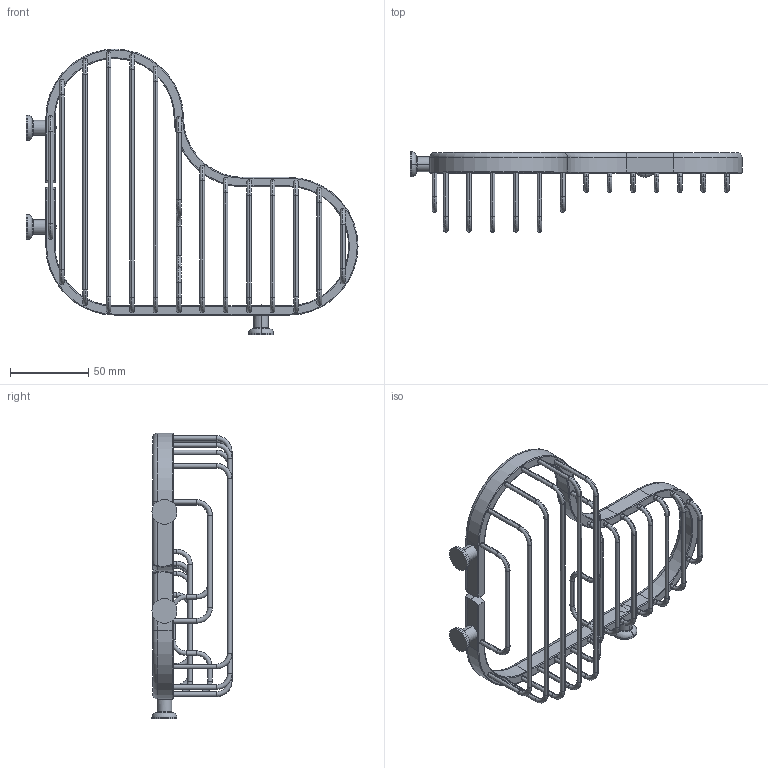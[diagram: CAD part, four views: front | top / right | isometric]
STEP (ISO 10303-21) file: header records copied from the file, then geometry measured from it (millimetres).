
FILE_DESCRIPTION((''),'2;1');
FILE_NAME('G504','2022-01-12T11:23:07',('jinson.thomas'),(''),'CREO PARAMETRIC BY PTC INC, 2018400','CREO PARAMETRIC BY PTC INC, 2018400','');
FILE_SCHEMA(('CONFIG_CONTROL_DESIGN'));
Length unit declared in the file: inch
Products named in the file (1): G504
Bounding box: 212.7 x 51.28 x 183.08 mm (x, y, z)
Volume: 63404.5 mm3; surface area: 42358 mm2
Topology: 1 solids, 1 shells, 234 faces, 526 edges, 291 vertices
Faces by surface type: cylinder 124, torus 88, plane 12, sphere 6, bspline 4
Entity records: 6790 total; most frequent: CARTESIAN_POINT 1334, DIRECTION 1311, ORIENTED_EDGE 1040, AXIS2_PLACEMENT_3D 583, EDGE_CURVE 520, CIRCLE 353, VERTEX_POINT 291, EDGE_LOOP 265
